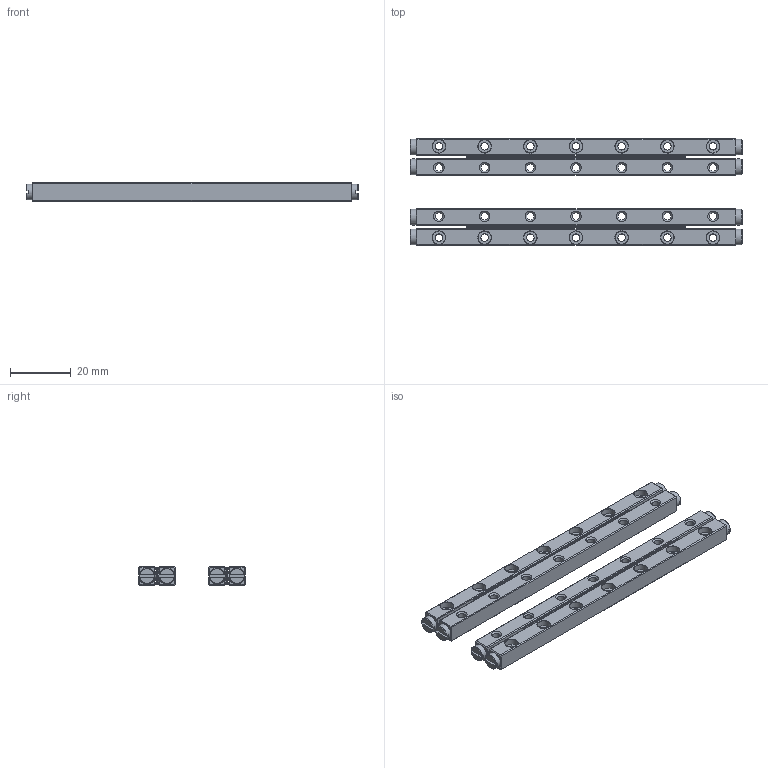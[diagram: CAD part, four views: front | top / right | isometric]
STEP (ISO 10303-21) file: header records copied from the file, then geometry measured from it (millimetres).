
FILE_DESCRIPTION(/* description */ (''),/* implementation_level */ '2;1');
FILE_NAME(/* name */ '055606_A_2-Set RSD-2105-Q2x18AA.stp',/* time_stamp */ '2023-02-24T08:18:25+01:00',/* author */ (''),/* organization */ (''),/* preprocessor_version */ 'ST-DEVELOPER v16.7',/* originating_system */ 'SIEMENS PLM Software NX 12.0',/* authorisation */ '');
FILE_SCHEMA (('AUTOMOTIVE_DESIGN { 1 0 10303 214 3 1 1 1 }'));
Length unit declared in the file: millimetre
Products named in the file (6): 019781_A_8-Roller diam.2x1.8; 022241_A_5-Body Cage R2x18AA; 011440_A_4-End screw GA-2; 037751_A_2-Rail RSD-2105-Q2; 024069_A_4-Roller Cage R2x18AA Assy; 055606_A_2-Set RSD-2105-Q2x18AA
Assembly tree (33 placements, depth 3):
  055606_A_2-Set RSD-2105-Q2x18AA
    037751_A_2-Rail RSD-2105-Q2  x4
    024069_A_4-Roller Cage R2x18AA Assy  x2
      022241_A_5-Body Cage R2x18AA
      019781_A_8-Roller diam.2x1.8
    011440_A_4-End screw GA-2  x8
Bounding box: 109 x 35 x 6 mm (x, y, z)
Volume: 12631 mm3; surface area: 14633.3 mm2
Topology: 50 solids, 50 shells, 1676 faces, 4308 edges, 2740 vertices
Faces by surface type: plane 876, cylinder 632, cone 168
Full cylindrical faces by diameter (mm): 2 x36, 2.1 x8, 2.459 x28, 2.5 x8, 2.7 x8, 4.3 x28, 5.2 x8
Entity records: 20023 total; most frequent: DIRECTION 3565, CARTESIAN_POINT 3436, ORIENTED_EDGE 3316, EDGE_CURVE 1658, AXIS2_PLACEMENT_3D 1244, LINE 1077, VECTOR 1077, VERTEX_POINT 1071
